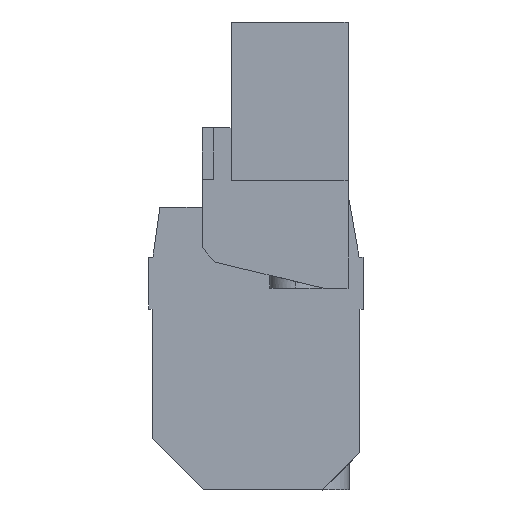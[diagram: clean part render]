
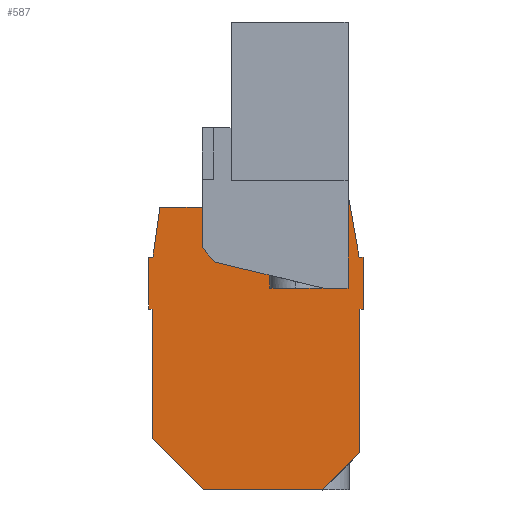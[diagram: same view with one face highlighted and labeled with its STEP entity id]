
A CAD part, left-side view. The second image highlights one B-rep face of the part: STEP entity #587.
In plain terms, the highlighted planar face has unit normal (-1, 0, 0).
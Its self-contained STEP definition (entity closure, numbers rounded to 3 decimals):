
#464=AXIS2_PLACEMENT_3D('Plane Axis2P3D',#461,#462,#463) ;
#122=CARTESIAN_POINT('Line Origine',(7.17,0.3,10.493)) ;
#126=CARTESIAN_POINT('Vertex',(7.17,0.3,3.586)) ;
#128=CARTESIAN_POINT('Vertex',(7.17,0.3,17.4)) ;
#461=CARTESIAN_POINT('Axis2P3D Location',(7.17,15.35,0.7)) ;
#466=CARTESIAN_POINT('Line Origine',(7.17,12.7,28.207)) ;
#470=CARTESIAN_POINT('Vertex',(7.17,12.7,29.207)) ;
#472=CARTESIAN_POINT('Vertex',(7.17,12.7,27.207)) ;
#475=CARTESIAN_POINT('Line Origine',(7.17,16.117,27.207)) ;
#479=CARTESIAN_POINT('Vertex',(7.17,19.535,27.207)) ;
#482=CARTESIAN_POINT('Line Origine',(7.17,19.872,24.803)) ;
#486=CARTESIAN_POINT('Vertex',(7.17,20.21,22.4)) ;
#489=CARTESIAN_POINT('Line Origine',(7.17,20.405,22.4)) ;
#493=CARTESIAN_POINT('Vertex',(7.17,20.6,22.4)) ;
#496=CARTESIAN_POINT('Line Origine',(7.17,20.6,19.9)) ;
#500=CARTESIAN_POINT('Vertex',(7.17,20.6,17.4)) ;
#503=CARTESIAN_POINT('Line Origine',(7.17,20.45,17.4)) ;
#507=CARTESIAN_POINT('Vertex',(7.17,20.3,17.4)) ;
#510=CARTESIAN_POINT('Line Origine',(7.17,20.3,11.168)) ;
#514=CARTESIAN_POINT('Vertex',(7.17,20.3,4.936)) ;
#517=CARTESIAN_POINT('Line Origine',(7.17,17.832,2.468)) ;
#521=CARTESIAN_POINT('Vertex',(7.17,15.364,0.)) ;
#524=CARTESIAN_POINT('Line Origine',(7.17,9.625,0.)) ;
#528=CARTESIAN_POINT('Vertex',(7.17,3.886,0.)) ;
#531=CARTESIAN_POINT('Line Origine',(7.17,2.093,1.793)) ;
#536=CARTESIAN_POINT('Line Origine',(7.17,0.15,17.4)) ;
#540=CARTESIAN_POINT('Vertex',(7.17,0.,17.4)) ;
#543=CARTESIAN_POINT('Line Origine',(7.17,0.,19.9)) ;
#547=CARTESIAN_POINT('Vertex',(7.17,0.,22.4)) ;
#550=CARTESIAN_POINT('Line Origine',(7.17,0.19,22.4)) ;
#554=CARTESIAN_POINT('Vertex',(7.17,0.38,22.4)) ;
#557=CARTESIAN_POINT('Line Origine',(7.17,0.98,25.803)) ;
#561=CARTESIAN_POINT('Vertex',(7.17,1.58,29.207)) ;
#564=CARTESIAN_POINT('Line Origine',(7.17,7.14,29.207)) ;
#123=DIRECTION('Vector Direction',(0.,0.,1.)) ;
#462=DIRECTION('Axis2P3D Direction',(-1.,0.,0.)) ;
#463=DIRECTION('Axis2P3D XDirection',(0.,-1.,0.)) ;
#467=DIRECTION('Vector Direction',(0.,0.,-1.)) ;
#476=DIRECTION('Vector Direction',(0.,-1.,0.)) ;
#483=DIRECTION('Vector Direction',(0.,-0.139,0.99)) ;
#490=DIRECTION('Vector Direction',(0.,-1.,0.)) ;
#497=DIRECTION('Vector Direction',(0.,0.,1.)) ;
#504=DIRECTION('Vector Direction',(0.,1.,0.)) ;
#511=DIRECTION('Vector Direction',(0.,0.,1.)) ;
#518=DIRECTION('Vector Direction',(0.,0.707,0.707)) ;
#525=DIRECTION('Vector Direction',(0.,1.,0.)) ;
#532=DIRECTION('Vector Direction',(0.,0.707,-0.707)) ;
#537=DIRECTION('Vector Direction',(0.,1.,0.)) ;
#544=DIRECTION('Vector Direction',(0.,0.,-1.)) ;
#551=DIRECTION('Vector Direction',(0.,-1.,0.)) ;
#558=DIRECTION('Vector Direction',(0.,0.174,0.985)) ;
#565=DIRECTION('Vector Direction',(0.,1.,0.)) ;
#124=VECTOR('Line Direction',#123,1.) ;
#468=VECTOR('Line Direction',#467,1.) ;
#477=VECTOR('Line Direction',#476,1.) ;
#484=VECTOR('Line Direction',#483,1.) ;
#491=VECTOR('Line Direction',#490,1.) ;
#498=VECTOR('Line Direction',#497,1.) ;
#505=VECTOR('Line Direction',#504,1.) ;
#512=VECTOR('Line Direction',#511,1.) ;
#519=VECTOR('Line Direction',#518,1.) ;
#526=VECTOR('Line Direction',#525,1.) ;
#533=VECTOR('Line Direction',#532,1.) ;
#538=VECTOR('Line Direction',#537,1.) ;
#545=VECTOR('Line Direction',#544,1.) ;
#552=VECTOR('Line Direction',#551,1.) ;
#559=VECTOR('Line Direction',#558,1.) ;
#566=VECTOR('Line Direction',#565,1.) ;
#570=ORIENTED_EDGE('',*,*,#474,.T.) ;
#571=ORIENTED_EDGE('',*,*,#481,.F.) ;
#572=ORIENTED_EDGE('',*,*,#488,.F.) ;
#573=ORIENTED_EDGE('',*,*,#495,.F.) ;
#574=ORIENTED_EDGE('',*,*,#502,.F.) ;
#575=ORIENTED_EDGE('',*,*,#509,.F.) ;
#576=ORIENTED_EDGE('',*,*,#516,.F.) ;
#577=ORIENTED_EDGE('',*,*,#523,.F.) ;
#578=ORIENTED_EDGE('',*,*,#530,.F.) ;
#579=ORIENTED_EDGE('',*,*,#535,.F.) ;
#580=ORIENTED_EDGE('',*,*,#130,.T.) ;
#581=ORIENTED_EDGE('',*,*,#542,.F.) ;
#582=ORIENTED_EDGE('',*,*,#549,.F.) ;
#583=ORIENTED_EDGE('',*,*,#556,.F.) ;
#584=ORIENTED_EDGE('',*,*,#563,.T.) ;
#585=ORIENTED_EDGE('',*,*,#568,.T.) ;
#587=ADVANCED_FACE('HOUSING',(#586),#465,.T.) ;
#130=EDGE_CURVE('',#127,#129,#125,.T.) ;
#474=EDGE_CURVE('',#471,#473,#469,.T.) ;
#481=EDGE_CURVE('',#480,#473,#478,.T.) ;
#488=EDGE_CURVE('',#487,#480,#485,.T.) ;
#495=EDGE_CURVE('',#494,#487,#492,.T.) ;
#502=EDGE_CURVE('',#501,#494,#499,.T.) ;
#509=EDGE_CURVE('',#508,#501,#506,.T.) ;
#516=EDGE_CURVE('',#515,#508,#513,.T.) ;
#523=EDGE_CURVE('',#522,#515,#520,.T.) ;
#530=EDGE_CURVE('',#529,#522,#527,.T.) ;
#535=EDGE_CURVE('',#127,#529,#534,.T.) ;
#542=EDGE_CURVE('',#541,#129,#539,.T.) ;
#549=EDGE_CURVE('',#548,#541,#546,.T.) ;
#556=EDGE_CURVE('',#555,#548,#553,.T.) ;
#563=EDGE_CURVE('',#555,#562,#560,.T.) ;
#568=EDGE_CURVE('',#562,#471,#567,.T.) ;
#569=EDGE_LOOP('',(#570,#571,#572,#573,#574,#575,#576,#577,#578,#579,#580,#581,#582,#583,#584,#585)) ;
#586=FACE_OUTER_BOUND('',#569,.T.) ;
#125=LINE('Line',#122,#124) ;
#469=LINE('Line',#466,#468) ;
#478=LINE('Line',#475,#477) ;
#485=LINE('Line',#482,#484) ;
#492=LINE('Line',#489,#491) ;
#499=LINE('Line',#496,#498) ;
#506=LINE('Line',#503,#505) ;
#513=LINE('Line',#510,#512) ;
#520=LINE('Line',#517,#519) ;
#527=LINE('Line',#524,#526) ;
#534=LINE('Line',#531,#533) ;
#539=LINE('Line',#536,#538) ;
#546=LINE('Line',#543,#545) ;
#553=LINE('Line',#550,#552) ;
#560=LINE('Line',#557,#559) ;
#567=LINE('Line',#564,#566) ;
#465=PLANE('',#464) ;
#127=VERTEX_POINT('',#126) ;
#129=VERTEX_POINT('',#128) ;
#471=VERTEX_POINT('',#470) ;
#473=VERTEX_POINT('',#472) ;
#480=VERTEX_POINT('',#479) ;
#487=VERTEX_POINT('',#486) ;
#494=VERTEX_POINT('',#493) ;
#501=VERTEX_POINT('',#500) ;
#508=VERTEX_POINT('',#507) ;
#515=VERTEX_POINT('',#514) ;
#522=VERTEX_POINT('',#521) ;
#529=VERTEX_POINT('',#528) ;
#541=VERTEX_POINT('',#540) ;
#548=VERTEX_POINT('',#547) ;
#555=VERTEX_POINT('',#554) ;
#562=VERTEX_POINT('',#561) ;
